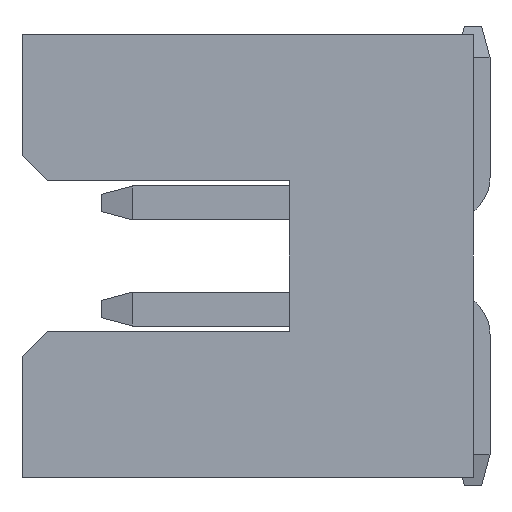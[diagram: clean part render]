
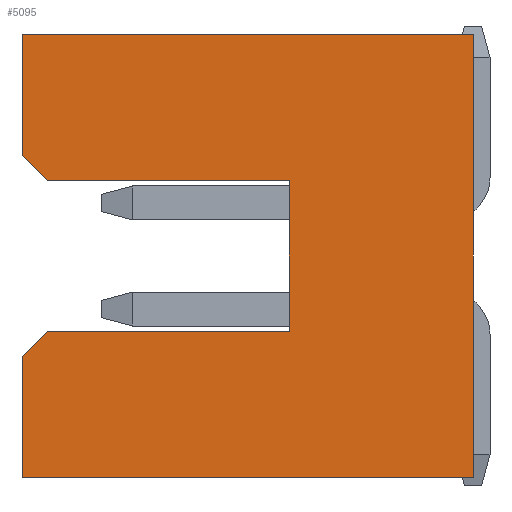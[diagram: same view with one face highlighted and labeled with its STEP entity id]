
A CAD part, left-side view. The second image highlights one B-rep face of the part: STEP entity #5095.
In plain terms, the highlighted planar face has unit normal (-1, 0, 0).
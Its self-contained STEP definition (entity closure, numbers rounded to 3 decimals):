
#325=DIRECTION('',(0.,0.,1.));
#326=VECTOR('',#325,5.3);
#327=CARTESIAN_POINT('',(0.,0.,-2.65));
#328=LINE('43',#327,#326);
#962=DIRECTION('',(0.,0.,1.));
#963=VECTOR('',#962,1.45);
#964=CARTESIAN_POINT('',(0.,5.4,-2.65));
#965=LINE('8521',#964,#963);
#1046=DIRECTION('',(0.,0.,1.));
#1047=VECTOR('',#1046,1.45);
#1048=CARTESIAN_POINT('',(0.,5.4,1.2));
#1049=LINE('8522',#1048,#1047);
#1977=DIRECTION('',(0.,1.,0.));
#1978=VECTOR('',#1977,5.4);
#1979=CARTESIAN_POINT('',(0.,0.,2.65));
#1980=LINE('55',#1979,#1978);
#2124=DIRECTION('',(0.,-0.707,-0.707));
#2125=VECTOR('',#2124,0.424);
#2126=CARTESIAN_POINT('',(0.,5.4,1.2));
#2127=LINE('8501',#2126,#2125);
#2131=DIRECTION('',(0.,1.,0.));
#2132=VECTOR('',#2131,5.4);
#2133=CARTESIAN_POINT('',(0.,0.,-2.65));
#2134=LINE('53',#2133,#2132);
#2138=DIRECTION('',(0.,0.707,-0.707));
#2139=VECTOR('',#2138,0.424);
#2140=CARTESIAN_POINT('',(0.,5.1,-0.9));
#2141=LINE('8507',#2140,#2139);
#2145=DIRECTION('',(0.,-1.,0.));
#2146=VECTOR('',#2145,2.9);
#2147=CARTESIAN_POINT('',(0.,5.1,-0.9));
#2148=LINE('8517',#2147,#2146);
#2152=DIRECTION('',(0.,0.,1.));
#2153=VECTOR('',#2152,1.8);
#2154=CARTESIAN_POINT('',(0.,2.2,-0.9));
#2155=LINE('130',#2154,#2153);
#2159=DIRECTION('',(0.,-1.,0.));
#2160=VECTOR('',#2159,2.9);
#2161=CARTESIAN_POINT('',(0.,5.1,0.9));
#2162=LINE('8518',#2161,#2160);
#3370=CARTESIAN_POINT('',(0.,0.,-2.65));
#3371=CARTESIAN_POINT('',(0.,0.,2.65));
#3372=VERTEX_POINT('',#3370);
#3373=VERTEX_POINT('',#3371);
#3378=CARTESIAN_POINT('',(0.,5.4,2.65));
#3380=VERTEX_POINT('',#3378);
#3383=CARTESIAN_POINT('',(0.,5.4,-2.65));
#3385=VERTEX_POINT('',#3383);
#3386=CARTESIAN_POINT('',(0.,2.2,-0.9));
#3387=CARTESIAN_POINT('',(0.,2.2,0.9));
#3388=VERTEX_POINT('',#3386);
#3389=VERTEX_POINT('',#3387);
#3484=CARTESIAN_POINT('',(0.,5.4,1.2));
#3485=CARTESIAN_POINT('',(0.,5.1,0.9));
#3486=VERTEX_POINT('',#3484);
#3487=VERTEX_POINT('',#3485);
#3496=CARTESIAN_POINT('',(0.,5.1,-0.9));
#3497=VERTEX_POINT('',#3496);
#3498=CARTESIAN_POINT('',(0.,5.4,-1.2));
#3499=VERTEX_POINT('',#3498);
#5076=CARTESIAN_POINT('',(0.,0.,-2.65));
#5077=DIRECTION('',(-1.,0.,0.));
#5078=DIRECTION('',(0.,0.,1.));
#5079=AXIS2_PLACEMENT_3D('',#5076,#5077,#5078);
#5080=PLANE('52',#5079);
#5081=ORIENTED_EDGE('8501',*,*,#5067,.F.);
#5082=ORIENTED_EDGE('8522',*,*,#4396,.T.);
#5083=ORIENTED_EDGE('55',*,*,#4918,.F.);
#5084=ORIENTED_EDGE('43',*,*,#4001,.F.);
#5085=ORIENTED_EDGE('53',*,*,#4235,.T.);
#5086=ORIENTED_EDGE('8521',*,*,#4368,.T.);
#5087=ORIENTED_EDGE('8507',*,*,#4331,.F.);
#5088=ORIENTED_EDGE('8517',*,*,#4305,.T.);
#5090=ORIENTED_EDGE('130',*,*,#5089,.T.);
#5092=ORIENTED_EDGE('8518',*,*,#5091,.F.);
#5093=EDGE_LOOP('52',(#5081,#5082,#5083,#5084,#5085,#5086,#5087,#5088,#5090,
#5092));
#5094=FACE_OUTER_BOUND('52',#5093,.F.);
#4001=EDGE_CURVE('43',#3372,#3373,#328,.T.);
#4235=EDGE_CURVE('53',#3372,#3385,#2134,.T.);
#4305=EDGE_CURVE('8517',#3497,#3388,#2148,.T.);
#4331=EDGE_CURVE('8507',#3497,#3499,#2141,.T.);
#4368=EDGE_CURVE('8521',#3385,#3499,#965,.T.);
#4396=EDGE_CURVE('8522',#3486,#3380,#1049,.T.);
#4918=EDGE_CURVE('55',#3373,#3380,#1980,.T.);
#5067=EDGE_CURVE('8501',#3486,#3487,#2127,.T.);
#5089=EDGE_CURVE('130',#3388,#3389,#2155,.T.);
#5091=EDGE_CURVE('8518',#3487,#3389,#2162,.T.);
#5095=ADVANCED_FACE('52',(#5094),#5080,.T.);
